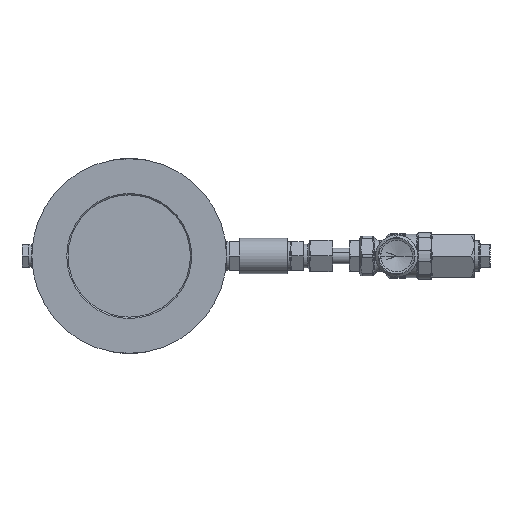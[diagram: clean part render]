
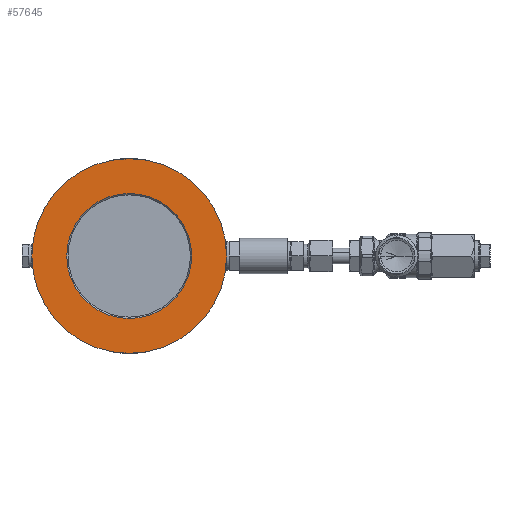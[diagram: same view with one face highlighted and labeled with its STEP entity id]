
A CAD part, front view. The second image highlights one B-rep face of the part: STEP entity #57645.
In plain terms, the highlighted planar face has unit normal (0, -1, 0).
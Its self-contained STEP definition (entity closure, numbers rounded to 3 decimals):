
#3525 = VERTEX_POINT ( 'NONE', #8844 ) ;
#3765 = PLANE ( 'NONE',  #14509 ) ;
#3962 = DIRECTION ( 'NONE',  ( 0., 1., 0. ) ) ;
#4172 = ORIENTED_EDGE ( 'NONE', *, *, #34832, .F. ) ;
#6921 = DIRECTION ( 'NONE',  ( 0., -1., 0. ) ) ;
#8844 = CARTESIAN_POINT ( 'NONE',  ( 0., 0., 74. ) ) ;
#9017 = CARTESIAN_POINT ( 'NONE',  ( 0., 0., 0. ) ) ;
#10920 = VERTEX_POINT ( 'NONE', #50448 ) ;
#11031 = FACE_OUTER_BOUND ( 'NONE', #25432, .T. ) ;
#11253 = CARTESIAN_POINT ( 'NONE',  ( 0., 0., 0. ) ) ;
#12915 = ORIENTED_EDGE ( 'NONE', *, *, #59230, .F. ) ;
#13429 = CARTESIAN_POINT ( 'NONE',  ( 0., 0., 0. ) ) ;
#13751 = DIRECTION ( 'NONE',  ( 0., 0., -1. ) ) ;
#14509 = AXIS2_PLACEMENT_3D ( 'NONE', #32384, #3962, #37170 ) ;
#14645 = CIRCLE ( 'NONE', #30037, 47.5 ) ;
#15985 = DIRECTION ( 'NONE',  ( 0., 0., -1. ) ) ;
#17822 = CARTESIAN_POINT ( 'NONE',  ( 0., 0., -74. ) ) ;
#18182 = DIRECTION ( 'NONE',  ( 0., 0., 1. ) ) ;
#19993 = VERTEX_POINT ( 'NONE', #38115 ) ;
#20628 = FACE_BOUND ( 'NONE', #37702, .T. ) ;
#24487 = CIRCLE ( 'NONE', #39409, 74. ) ;
#25432 = EDGE_LOOP ( 'NONE', ( #4172, #12915 ) ) ;
#26205 = AXIS2_PLACEMENT_3D ( 'NONE', #35323, #6921, #40091 ) ;
#30037 = AXIS2_PLACEMENT_3D ( 'NONE', #13429, #46617, #18182 ) ;
#32352 = EDGE_CURVE ( 'NONE', #19993, #10920, #50452, .T. ) ;
#32384 = CARTESIAN_POINT ( 'NONE',  ( -47.5, 0., 0. ) ) ;
#33087 = VERTEX_POINT ( 'NONE', #17822 ) ;
#34832 = EDGE_CURVE ( 'NONE', #3525, #33087, #24487, .T. ) ;
#35323 = CARTESIAN_POINT ( 'NONE',  ( 0., 0., 0. ) ) ;
#37170 = DIRECTION ( 'NONE',  ( 0., 0., -1. ) ) ;
#37702 = EDGE_LOOP ( 'NONE', ( #41989, #58796 ) ) ;
#38115 = CARTESIAN_POINT ( 'NONE',  ( 0., 0., 47.5 ) ) ;
#39409 = AXIS2_PLACEMENT_3D ( 'NONE', #9017, #42188, #13751 ) ;
#40091 = DIRECTION ( 'NONE',  ( 0., 0., 1. ) ) ;
#41989 = ORIENTED_EDGE ( 'NONE', *, *, #32352, .F. ) ;
#42188 = DIRECTION ( 'NONE',  ( 0., 1., 0. ) ) ;
#44433 = DIRECTION ( 'NONE',  ( 0., 1., 0. ) ) ;
#46617 = DIRECTION ( 'NONE',  ( 0., -1., 0. ) ) ;
#47327 = CIRCLE ( 'NONE', #50267, 74. ) ;
#50267 = AXIS2_PLACEMENT_3D ( 'NONE', #11253, #44433, #15985 ) ;
#50448 = CARTESIAN_POINT ( 'NONE',  ( 0., 0., -47.5 ) ) ;
#50452 = CIRCLE ( 'NONE', #26205, 47.5 ) ;
#57645 = ADVANCED_FACE ( 'NONE', ( #20628, #11031 ), #3765, .F. ) ;
#58796 = ORIENTED_EDGE ( 'NONE', *, *, #59764, .F. ) ;
#59230 = EDGE_CURVE ( 'NONE', #33087, #3525, #47327, .T. ) ;
#59764 = EDGE_CURVE ( 'NONE', #10920, #19993, #14645, .T. ) ;
